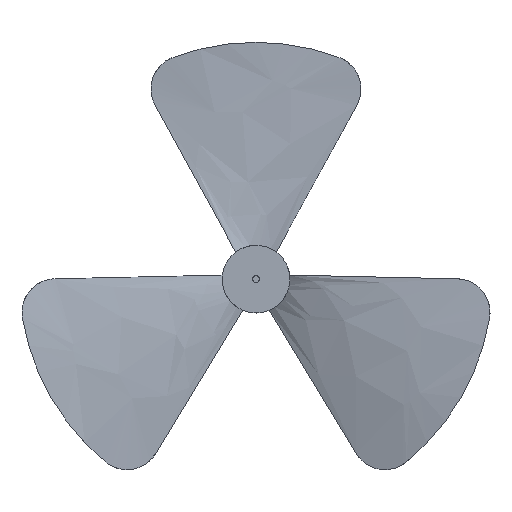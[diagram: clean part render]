
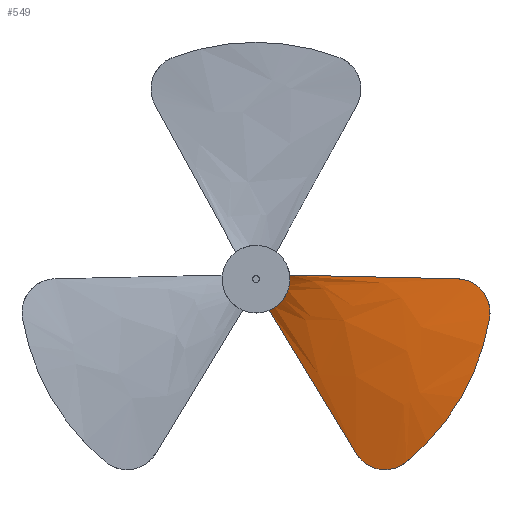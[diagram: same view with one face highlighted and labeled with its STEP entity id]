
A CAD part, top view. The second image highlights one B-rep face of the part: STEP entity #549.
In plain terms, the highlighted free-form (B-spline) face has degree [3, 3] with [6, 4] control points.
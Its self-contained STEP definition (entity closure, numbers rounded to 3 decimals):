
#17=B_SPLINE_SURFACE_WITH_KNOTS('',3,3,((#926,#927,#928,#929),(#930,#931,
#932,#933),(#934,#935,#936,#937),(#938,#939,#940,#941),(#942,#943,#944,
#945),(#946,#947,#948,#949)),.UNSPECIFIED.,.F.,.F.,.F.,(4,1,1,4),(4,4),
(0.,0.571,0.714,1.),(0.,
1.),.UNSPECIFIED.);
#41=FACE_OUTER_BOUND('',#71,.T.);
#71=EDGE_LOOP('',(#410,#411,#412,#413,#414,#415,#416,#417,#418));
#98=B_SPLINE_CURVE_WITH_KNOTS('',3,(#768,#769,#770,#771,#772,#773,#774,
#775),.UNSPECIFIED.,.F.,.F.,(4,2,2,4),(0.,0.503,0.996,
1.481),.UNSPECIFIED.);
#102=B_SPLINE_CURVE_WITH_KNOTS('',3,(#812,#813,#814,#815,#816,#817,#818,
#819,#820,#821,#822,#823),.UNSPECIFIED.,.F.,.F.,(4,2,2,2,2,4),(-1.748,
-1.564,-1.146,-0.747,-0.385,
0.),.UNSPECIFIED.);
#106=B_SPLINE_CURVE_WITH_KNOTS('',3,(#858,#859,#860,#861,#862,#863),
 .UNSPECIFIED.,.F.,.F.,(4,2,4),(-3.669,-2.634,-1.152),
 .UNSPECIFIED.);
#107=B_SPLINE_CURVE_WITH_KNOTS('',3,(#864,#865,#866,#867,#868,#869),
 .UNSPECIFIED.,.F.,.F.,(4,2,4),(-6.217,-4.923,-3.669),
 .UNSPECIFIED.);
#109=B_SPLINE_CURVE_WITH_KNOTS('',3,(#912,#913,#914,#915,#916,#917,#918,
#919,#920,#921,#922,#923),.UNSPECIFIED.,.F.,.F.,(4,2,2,2,2,4),(0.,0.369,
0.765,1.149,1.517,1.72),
 .UNSPECIFIED.);
#110=B_SPLINE_CURVE_WITH_KNOTS('',3,(#951,#952,#953,#954),.UNSPECIFIED.,
 .F.,.F.,(4,4),(0.057,0.06),.UNSPECIFIED.);
#146=LINE('',#807,#188);
#154=LINE('',#925,#196);
#155=LINE('',#950,#197);
#188=VECTOR('',#640,10.);
#196=VECTOR('',#656,70.722);
#197=VECTOR('',#657,70.715);
#231=VERTEX_POINT('',#765);
#232=VERTEX_POINT('',#767);
#239=VERTEX_POINT('',#804);
#240=VERTEX_POINT('',#806);
#241=VERTEX_POINT('',#810);
#242=VERTEX_POINT('',#811);
#247=VERTEX_POINT('',#855);
#248=VERTEX_POINT('',#857);
#250=VERTEX_POINT('',#910);
#288=EDGE_CURVE('',#231,#232,#98,.T.);
#298=EDGE_CURVE('',#239,#240,#146,.T.);
#300=EDGE_CURVE('',#241,#242,#102,.T.);
#307=EDGE_CURVE('',#248,#247,#106,.T.);
#308=EDGE_CURVE('',#241,#248,#107,.T.);
#313=EDGE_CURVE('',#250,#247,#109,.T.);
#314=EDGE_CURVE('',#231,#242,#154,.T.);
#315=EDGE_CURVE('',#240,#250,#155,.T.);
#316=EDGE_CURVE('',#232,#239,#110,.T.);
#410=ORIENTED_EDGE('',*,*,#288,.F.);
#411=ORIENTED_EDGE('',*,*,#314,.T.);
#412=ORIENTED_EDGE('',*,*,#300,.F.);
#413=ORIENTED_EDGE('',*,*,#308,.T.);
#414=ORIENTED_EDGE('',*,*,#307,.T.);
#415=ORIENTED_EDGE('',*,*,#313,.F.);
#416=ORIENTED_EDGE('',*,*,#315,.F.);
#417=ORIENTED_EDGE('',*,*,#298,.F.);
#418=ORIENTED_EDGE('',*,*,#316,.F.);
#549=ADVANCED_FACE('',(#41),#17,.F.);
#640=DIRECTION('',(0.436,0.755,0.49));
#656=DIRECTION('',(0.519,-0.855,-0.018));
#657=DIRECTION('',(1.,-0.022,-0.011));
#765=CARTESIAN_POINT('',(3.928,-9.196,2.294));
#767=CARTESIAN_POINT('',(9.934,1.145,9.));
#768=CARTESIAN_POINT('Ctrl Pts',(3.928,-9.196,2.294));
#769=CARTESIAN_POINT('Ctrl Pts',(5.238,-8.637,3.179));
#770=CARTESIAN_POINT('Ctrl Pts',(6.443,-7.792,3.974));
#771=CARTESIAN_POINT('Ctrl Pts',(8.417,-5.593,5.472));
#772=CARTESIAN_POINT('Ctrl Pts',(9.147,-4.302,6.137));
#773=CARTESIAN_POINT('Ctrl Pts',(9.992,-1.503,7.522));
#774=CARTESIAN_POINT('Ctrl Pts',(10.08,-0.121,8.188));
#775=CARTESIAN_POINT('Ctrl Pts',(9.934,1.145,9.));
#804=CARTESIAN_POINT('',(9.899,1.145,9.));
#806=CARTESIAN_POINT('',(9.928,1.196,9.033));
#807=CARTESIAN_POINT('',(3.928,-9.196,2.294));
#810=CARTESIAN_POINT('',(44.513,-54.024,4.262));
#811=CARTESIAN_POINT('',(29.606,-51.495,1.405));
#812=CARTESIAN_POINT('Ctrl Pts',(44.513,-54.024,4.262));
#813=CARTESIAN_POINT('Ctrl Pts',(44.054,-54.402,4.124));
#814=CARTESIAN_POINT('Ctrl Pts',(43.561,-54.74,3.982));
#815=CARTESIAN_POINT('Ctrl Pts',(41.857,-55.694,3.512));
#816=CARTESIAN_POINT('Ctrl Pts',(40.549,-56.11,3.181));
#817=CARTESIAN_POINT('Ctrl Pts',(37.91,-56.386,2.569));
#818=CARTESIAN_POINT('Ctrl Pts',(36.601,-56.271,2.291));
#819=CARTESIAN_POINT('Ctrl Pts',(34.204,-55.569,1.846));
#820=CARTESIAN_POINT('Ctrl Pts',(33.124,-55.032,1.673));
#821=CARTESIAN_POINT('Ctrl Pts',(31.139,-53.546,1.436));
#822=CARTESIAN_POINT('Ctrl Pts',(30.271,-52.591,1.382));
#823=CARTESIAN_POINT('Ctrl Pts',(29.606,-51.495,1.405));
#855=CARTESIAN_POINT('',(69.043,-11.538,8.94));
#857=CARTESIAN_POINT('',(60.622,-35.,8.293));
#858=CARTESIAN_POINT('Ctrl Pts',(60.622,-35.,8.293));
#859=CARTESIAN_POINT('Ctrl Pts',(62.329,-32.042,8.599));
#860=CARTESIAN_POINT('Ctrl Pts',(63.826,-28.951,8.809));
#861=CARTESIAN_POINT('Ctrl Pts',(66.911,-21.15,9.101));
#862=CARTESIAN_POINT('Ctrl Pts',(68.232,-16.387,9.089));
#863=CARTESIAN_POINT('Ctrl Pts',(69.043,-11.538,8.94));
#864=CARTESIAN_POINT('Ctrl Pts',(44.513,-54.024,4.262));
#865=CARTESIAN_POINT('Ctrl Pts',(47.746,-51.36,5.235));
#866=CARTESIAN_POINT('Ctrl Pts',(50.765,-48.385,6.066));
#867=CARTESIAN_POINT('Ctrl Pts',(56.174,-41.97,7.409));
#868=CARTESIAN_POINT('Ctrl Pts',(58.553,-38.583,7.922));
#869=CARTESIAN_POINT('Ctrl Pts',(60.622,-35.,8.293));
#910=CARTESIAN_POINT('',(59.399,0.108,8.482));
#912=CARTESIAN_POINT('Ctrl Pts',(59.399,0.108,8.482));
#913=CARTESIAN_POINT('Ctrl Pts',(60.629,0.081,8.468));
#914=CARTESIAN_POINT('Ctrl Pts',(61.843,-0.173,8.465));
#915=CARTESIAN_POINT('Ctrl Pts',(64.202,-1.142,8.489));
#916=CARTESIAN_POINT('Ctrl Pts',(65.312,-1.881,8.519));
#917=CARTESIAN_POINT('Ctrl Pts',(67.151,-3.718,8.603));
#918=CARTESIAN_POINT('Ctrl Pts',(67.874,-4.787,8.656));
#919=CARTESIAN_POINT('Ctrl Pts',(68.857,-7.09,8.766));
#920=CARTESIAN_POINT('Ctrl Pts',(69.127,-8.296,8.821));
#921=CARTESIAN_POINT('Ctrl Pts',(69.197,-10.198,8.896));
#922=CARTESIAN_POINT('Ctrl Pts',(69.154,-10.874,8.92));
#923=CARTESIAN_POINT('Ctrl Pts',(69.043,-11.538,8.94));
#925=CARTESIAN_POINT('',(3.928,-9.196,2.294));
#926=CARTESIAN_POINT('Ctrl Pts',(3.928,-9.196,2.294));
#927=CARTESIAN_POINT('Ctrl Pts',(16.159,-29.344,1.87));
#928=CARTESIAN_POINT('Ctrl Pts',(28.391,-49.493,1.447));
#929=CARTESIAN_POINT('Ctrl Pts',(40.622,-69.641,1.023));
#930=CARTESIAN_POINT('Ctrl Pts',(5.071,-7.217,3.577));
#931=CARTESIAN_POINT('Ctrl Pts',(19.442,-23.659,4.061));
#932=CARTESIAN_POINT('Ctrl Pts',(33.813,-40.101,4.545));
#933=CARTESIAN_POINT('Ctrl Pts',(48.184,-56.543,5.028));
#934=CARTESIAN_POINT('Ctrl Pts',(6.5,-4.742,5.182));
#935=CARTESIAN_POINT('Ctrl Pts',(23.557,-16.532,6.273));
#936=CARTESIAN_POINT('Ctrl Pts',(40.614,-28.322,7.36));
#937=CARTESIAN_POINT('Ctrl Pts',(57.671,-40.112,8.451));
#938=CARTESIAN_POINT('Ctrl Pts',(8.5,-1.278,7.428));
#939=CARTESIAN_POINT('Ctrl Pts',(29.345,-6.506,8.063));
#940=CARTESIAN_POINT('Ctrl Pts',(50.191,-11.733,8.701));
#941=CARTESIAN_POINT('Ctrl Pts',(71.037,-16.96,9.336));
#942=CARTESIAN_POINT('Ctrl Pts',(9.357,0.206,8.391));
#943=CARTESIAN_POINT('Ctrl Pts',(31.832,-2.198,8.554));
#944=CARTESIAN_POINT('Ctrl Pts',(54.308,-4.602,8.713));
#945=CARTESIAN_POINT('Ctrl Pts',(76.784,-7.007,8.876));
#946=CARTESIAN_POINT('Ctrl Pts',(9.928,1.196,9.033));
#947=CARTESIAN_POINT('Ctrl Pts',(33.493,0.678,8.771));
#948=CARTESIAN_POINT('Ctrl Pts',(57.057,0.159,8.508));
#949=CARTESIAN_POINT('Ctrl Pts',(80.622,-0.359,8.246));
#950=CARTESIAN_POINT('',(9.928,1.196,9.033));
#951=CARTESIAN_POINT('Ctrl Pts',(9.934,1.145,9.));
#952=CARTESIAN_POINT('Ctrl Pts',(9.922,1.145,9.));
#953=CARTESIAN_POINT('Ctrl Pts',(9.911,1.145,9.));
#954=CARTESIAN_POINT('Ctrl Pts',(9.899,1.145,9.));
